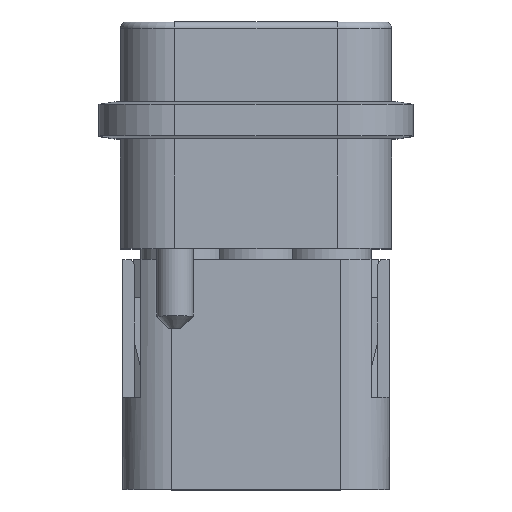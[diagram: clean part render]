
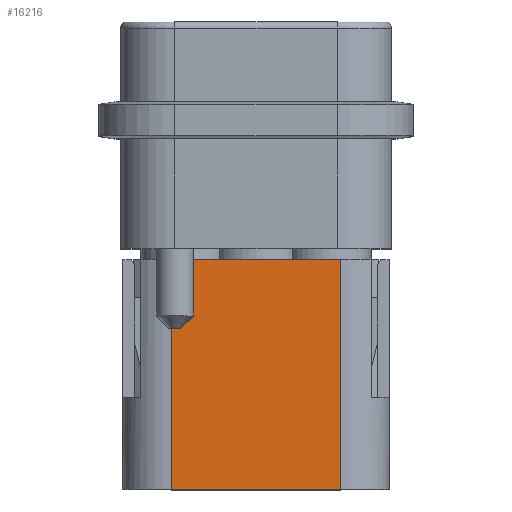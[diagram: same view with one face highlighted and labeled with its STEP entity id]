
A CAD part, top view. The second image highlights one B-rep face of the part: STEP entity #16216.
In plain terms, the highlighted planar face has unit normal (0, 0, 1).
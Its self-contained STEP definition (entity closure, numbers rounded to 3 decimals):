
#1349=DIRECTION('',(-1.,0.,0.));
#1350=VECTOR('',#1349,14.);
#1351=CARTESIAN_POINT('',(7.,-38.6,13.2));
#1352=LINE('',#1351,#1350);
#1461=DIRECTION('',(0.,1.,0.));
#1462=VECTOR('',#1461,19.);
#1463=CARTESIAN_POINT('',(-7.,-38.6,13.2));
#1464=LINE('',#1463,#1462);
#1840=DIRECTION('',(-1.,0.,0.));
#1841=VECTOR('',#1840,14.);
#1842=CARTESIAN_POINT('',(7.,-19.6,13.2));
#1843=LINE('',#1842,#1841);
#2072=DIRECTION('',(0.,1.,0.));
#2073=VECTOR('',#2072,19.);
#2074=CARTESIAN_POINT('',(7.,-38.6,13.2));
#2075=LINE('',#2074,#2073);
#12827=CARTESIAN_POINT('',(7.,-38.6,13.2));
#12828=VERTEX_POINT('',#12827);
#12829=CARTESIAN_POINT('',(-7.,-38.6,13.2));
#12830=VERTEX_POINT('',#12829);
#12837=CARTESIAN_POINT('',(7.,-19.6,13.2));
#12838=CARTESIAN_POINT('',(-7.,-19.6,13.2));
#12839=VERTEX_POINT('',#12837);
#12840=VERTEX_POINT('',#12838);
#16205=CARTESIAN_POINT('',(7.,-38.6,13.2));
#16206=DIRECTION('',(0.,0.,1.));
#16207=DIRECTION('',(-1.,0.,0.));
#16208=AXIS2_PLACEMENT_3D('',#16205,#16206,#16207);
#16209=PLANE('',#16208);
#16210=ORIENTED_EDGE('',*,*,#15251,.T.);
#16211=ORIENTED_EDGE('',*,*,#15389,.T.);
#16212=ORIENTED_EDGE('',*,*,#15848,.F.);
#16213=ORIENTED_EDGE('',*,*,#16198,.F.);
#16214=EDGE_LOOP('',(#16210,#16211,#16212,#16213));
#16215=FACE_OUTER_BOUND('',#16214,.F.);
#16216=ADVANCED_FACE('',(#16215),#16209,.T.);
#15251=EDGE_CURVE('',#12828,#12830,#1352,.T.);
#15389=EDGE_CURVE('',#12830,#12840,#1464,.T.);
#15848=EDGE_CURVE('',#12839,#12840,#1843,.T.);
#16198=EDGE_CURVE('',#12828,#12839,#2075,.T.);
